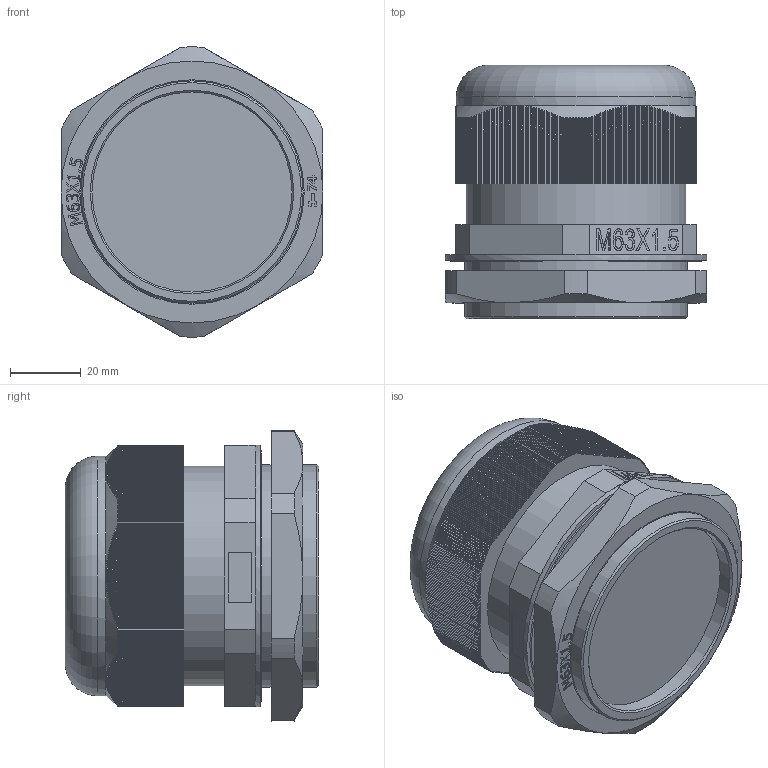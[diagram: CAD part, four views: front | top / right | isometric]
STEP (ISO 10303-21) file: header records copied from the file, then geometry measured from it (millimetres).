
FILE_DESCRIPTION(/* description */ ('','CAx-IF Rec.Pracs.---Representation and Presentation of Product Manufacturing Information (PMI)---4.0---2014-10-13'),/* implementation_level */ '2;1');
FILE_NAME(/* name */ 'ЗЭТАРУС MG63.stp',/* time_stamp */ '2022-10-03T13:46:17+07:00',/* author */ ('zeta-09'),/* organization */ (''),/* preprocessor_version */ 'ST-DEVELOPER v18.1',/* originating_system */ 'Autodesk Inventor 2021',/* authorisation */ '');
FILE_SCHEMA (('AP242_MANAGED_MODEL_BASED_3D_ENGINEERING_MIM_LF { 1 0 10303 442 1 1 4 }'));
Products named in the file (1): Деталь4
Bounding box: 74 x 71.6 x 81.97 mm (x, y, z)
Volume: 247093.1 mm3; surface area: 36150.5 mm2
Topology: 1 solids, 3 shells, 1451 faces, 4094 edges, 2689 vertices
Faces by surface type: plane 1173, bspline 140, cone 105, cylinder 30, torus 3
Full cylindrical faces by diameter (mm): 44.8 x1, 56.5 x1, 62 x1, 62.8 x2, 67.6 x1, 74 x1
Entity records: 47317 total; most frequent: CARTESIAN_POINT 12102, ORIENTED_EDGE 8186, DIRECTION 5620, EDGE_CURVE 4094, VERTEX_POINT 2689, LINE 2594, VECTOR 2594, AXIS2_PLACEMENT_3D 1513
